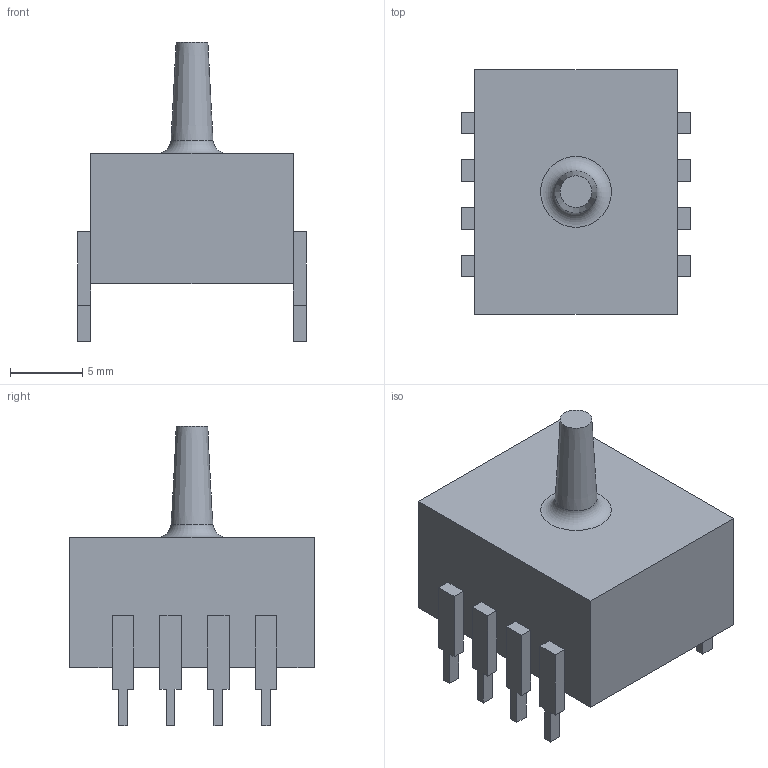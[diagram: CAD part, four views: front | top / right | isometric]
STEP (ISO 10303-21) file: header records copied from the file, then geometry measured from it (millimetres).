
FILE_DESCRIPTION(/* description */ (''),/* implementation_level */ '2;1');
FILE_NAME(/* name */ 'capteur pression absolue-recenter.stp',/* time_stamp */ '2020-04-19T16:49:34-04:00',/* author */ ('huesof'),/* organization */ (''),/* preprocessor_version */ 'ST-DEVELOPER v18',/* originating_system */ 'Autodesk Inventor 2020',/* authorisation */ '');
FILE_SCHEMA (('AUTOMOTIVE_DESIGN { 1 0 10303 214 3 1 1 }'));
Length unit declared in the file: millimetre
Products named in the file (1): capteur pression absolue-recenter
Bounding box: 15.8 x 16.9 x 20.7 mm (x, y, z)
Volume: 2238.5 mm3; surface area: 1277 mm2
Topology: 1 solids, 1 shells, 89 faces, 244 edges, 158 vertices
Faces by surface type: plane 87, cone 1, torus 1
Entity records: 2809 total; most frequent: CARTESIAN_POINT 492, ORIENTED_EDGE 488, DIRECTION 431, EDGE_CURVE 244, LINE 237, VECTOR 237, VERTEX_POINT 158, AXIS2_PLACEMENT_3D 97
